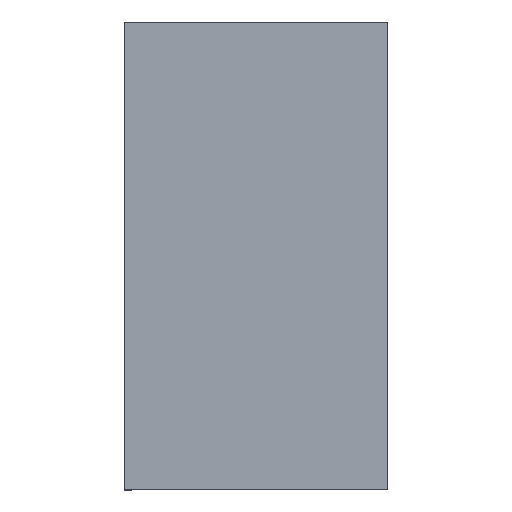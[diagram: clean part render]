
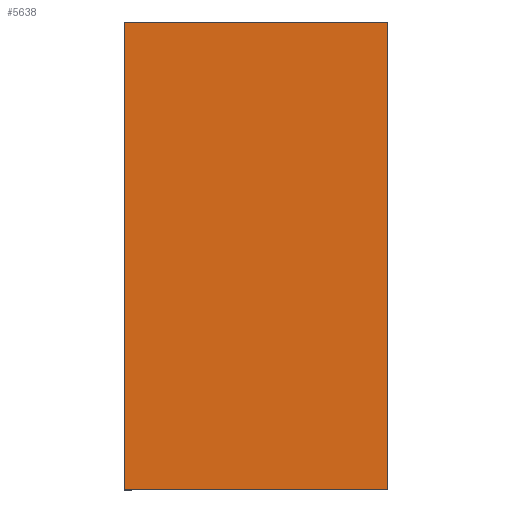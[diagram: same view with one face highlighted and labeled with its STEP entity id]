
A CAD part, left-side view. The second image highlights one B-rep face of the part: STEP entity #5638.
In plain terms, the highlighted planar face has unit normal (-1, 0, 0).
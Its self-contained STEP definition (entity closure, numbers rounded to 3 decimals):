
#659 = CARTESIAN_POINT ( 'NONE',  ( -0.8, 0.45, 0.4 ) ) ;
#684 = DIRECTION ( 'NONE',  ( 0., -1., 0. ) ) ;
#695 = LINE ( 'NONE', #4238, #4871 ) ;
#871 = DIRECTION ( 'NONE',  ( 0., 0., 1. ) ) ;
#1390 = CARTESIAN_POINT ( 'NONE',  ( -0.8, 0.45, 0.4 ) ) ;
#1753 = DIRECTION ( 'NONE',  ( 0., -1., 0. ) ) ;
#1884 = DIRECTION ( 'NONE',  ( 0., 0., -1. ) ) ;
#1915 = LINE ( 'NONE', #6278, #6174 ) ;
#2155 = VERTEX_POINT ( 'NONE', #5381 ) ;
#2459 = CARTESIAN_POINT ( 'NONE',  ( -0.8, 0., -0.4 ) ) ;
#2831 = DIRECTION ( 'NONE',  ( 1., 0., 0. ) ) ;
#2847 = VERTEX_POINT ( 'NONE', #659 ) ;
#3177 = VECTOR ( 'NONE', #684, 1000. ) ;
#3317 = VERTEX_POINT ( 'NONE', #2459 ) ;
#3328 = LINE ( 'NONE', #6083, #3177 ) ;
#3608 = ORIENTED_EDGE ( 'NONE', *, *, #6018, .F. ) ;
#3728 = CARTESIAN_POINT ( 'NONE',  ( -0.8, 0.45, 0.4 ) ) ;
#4027 = FACE_OUTER_BOUND ( 'NONE', #5476, .T. ) ;
#4094 = VERTEX_POINT ( 'NONE', #4288 ) ;
#4238 = CARTESIAN_POINT ( 'NONE',  ( -0.8, 0.45, -0.4 ) ) ;
#4288 = CARTESIAN_POINT ( 'NONE',  ( -0.8, 0.45, -0.4 ) ) ;
#4392 = VECTOR ( 'NONE', #5731, 1000. ) ;
#4565 = AXIS2_PLACEMENT_3D ( 'NONE', #1390, #2831, #1884 ) ;
#4704 = EDGE_CURVE ( 'NONE', #2847, #2155, #3328, .T. ) ;
#4871 = VECTOR ( 'NONE', #1753, 1000. ) ;
#5161 = EDGE_CURVE ( 'NONE', #4094, #3317, #695, .T. ) ;
#5288 = PLANE ( 'NONE',  #4565 ) ;
#5381 = CARTESIAN_POINT ( 'NONE',  ( -0.8, 0., 0.4 ) ) ;
#5389 = ORIENTED_EDGE ( 'NONE', *, *, #5161, .T. ) ;
#5476 = EDGE_LOOP ( 'NONE', ( #5957, #5776, #3608, #5389 ) ) ;
#5638 = ADVANCED_FACE ( 'NONE', ( #4027 ), #5288, .F. ) ;
#5644 = EDGE_CURVE ( 'NONE', #3317, #2155, #1915, .T. ) ;
#5731 = DIRECTION ( 'NONE',  ( 0., 0., 1. ) ) ;
#5776 = ORIENTED_EDGE ( 'NONE', *, *, #4704, .F. ) ;
#5957 = ORIENTED_EDGE ( 'NONE', *, *, #5644, .T. ) ;
#6018 = EDGE_CURVE ( 'NONE', #4094, #2847, #6166, .T. ) ;
#6083 = CARTESIAN_POINT ( 'NONE',  ( -0.8, 0.45, 0.4 ) ) ;
#6166 = LINE ( 'NONE', #3728, #4392 ) ;
#6174 = VECTOR ( 'NONE', #871, 1000. ) ;
#6278 = CARTESIAN_POINT ( 'NONE',  ( -0.8, 0., 0.4 ) ) ;
